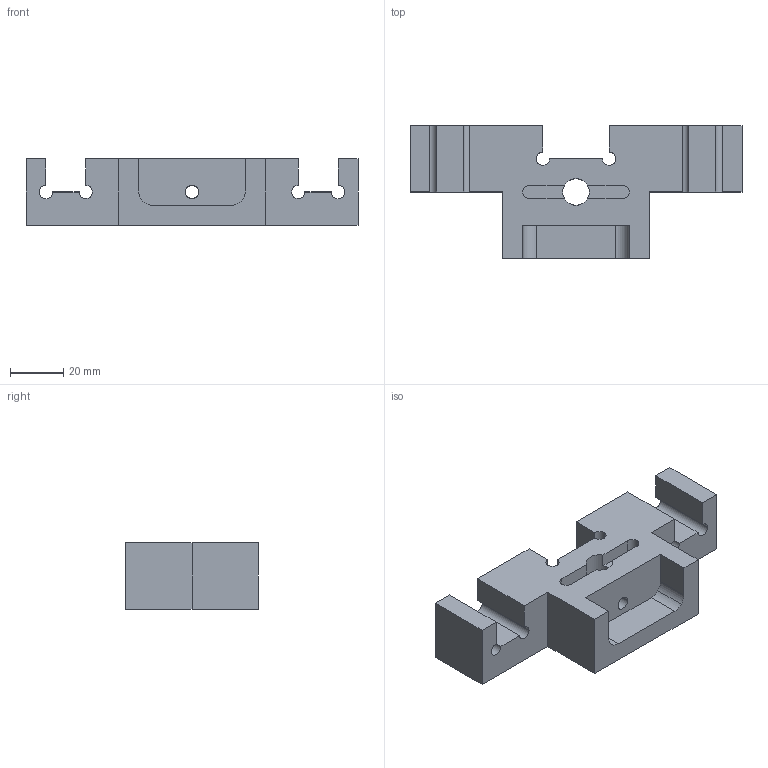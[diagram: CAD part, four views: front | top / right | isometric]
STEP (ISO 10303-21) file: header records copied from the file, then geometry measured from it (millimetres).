
FILE_DESCRIPTION(('produced by SPATIAL CORP'),'2;1');
FILE_NAME( 'bracket1-Part.hh.sat.stp' ,'2002-04-22T18:05:58+00:00',('SPATIAL CORP'),('SPATIAL CORP'), 'ACIS STEP Husk','http://www.spatial.com','SPATIAL CORP');
FILE_SCHEMA(('CONFIG_CONTROL_DESIGN'));
Length unit declared in the file: millimetre
Products named in the file (1): PRODUCT_ID_1
Bounding box: 125 x 50 x 25 mm (x, y, z)
Volume: 81489.3 mm3; surface area: 20558.2 mm2
Topology: 1 solids, 1 shells, 58 faces, 168 edges, 112 vertices
Faces by surface type: plane 32, cylinder 26
Entity records: 1950 total; most frequent: CARTESIAN_POINT 431, ORIENTED_EDGE 336, DIRECTION 254, EDGE_CURVE 168, VERTEX_POINT 112, VECTOR 112, LINE 112, AXIS2_PLACEMENT_3D 71
